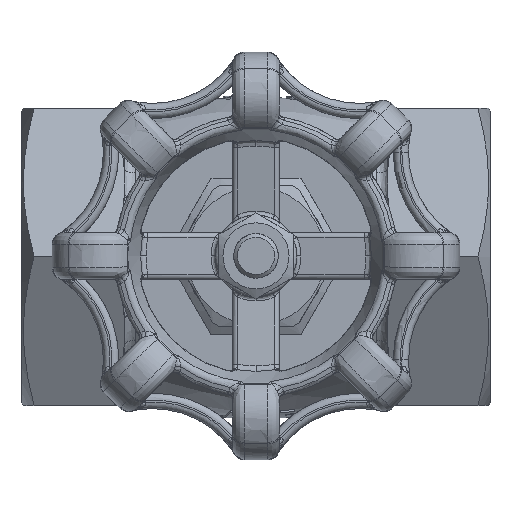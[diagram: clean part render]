
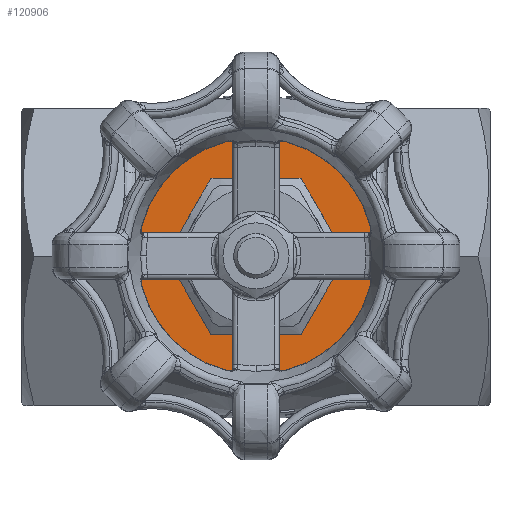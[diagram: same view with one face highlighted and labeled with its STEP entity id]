
A CAD part, top view. The second image highlights one B-rep face of the part: STEP entity #120906.
In plain terms, the highlighted planar face has unit normal (0, 0, 1).
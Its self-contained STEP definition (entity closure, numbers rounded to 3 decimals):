
#120744=CARTESIAN_POINT('',(-6.062,-10.5,32.));
#120745=VERTEX_POINT('',#120744);
#120752=CARTESIAN_POINT('',(6.062,-10.5,32.));
#120753=VERTEX_POINT('',#120752);
#120754=CARTESIAN_POINT('',(6.062,-10.5,32.));
#120755=DIRECTION('',(-1.,0.,0.));
#120756=VECTOR('',#120755,12.124);
#120757=LINE('',#120754,#120756);
#120758=EDGE_CURVE('',#120753,#120745,#120757,.T.);
#120775=CARTESIAN_POINT('',(-12.124,0.,32.));
#120776=VERTEX_POINT('',#120775);
#120783=CARTESIAN_POINT('',(-6.062,-10.5,32.));
#120784=DIRECTION('',(-0.5,0.866,0.));
#120785=VECTOR('',#120784,12.124);
#120786=LINE('',#120783,#120785);
#120787=EDGE_CURVE('',#120745,#120776,#120786,.T.);
#120800=CARTESIAN_POINT('',(-6.062,10.5,32.));
#120801=VERTEX_POINT('',#120800);
#120808=CARTESIAN_POINT('',(-6.062,10.5,32.));
#120809=DIRECTION('',(-0.5,-0.866,0.));
#120810=VECTOR('',#120809,12.124);
#120811=LINE('',#120808,#120810);
#120812=EDGE_CURVE('',#120801,#120776,#120811,.T.);
#120823=CARTESIAN_POINT('',(6.062,10.5,32.));
#120824=VERTEX_POINT('',#120823);
#120831=CARTESIAN_POINT('',(6.062,10.5,32.));
#120832=DIRECTION('',(-1.,0.,0.));
#120833=VECTOR('',#120832,12.124);
#120834=LINE('',#120831,#120833);
#120835=EDGE_CURVE('',#120824,#120801,#120834,.T.);
#120847=CARTESIAN_POINT('',(12.124,-0.,32.));
#120848=VERTEX_POINT('',#120847);
#120855=CARTESIAN_POINT('',(12.124,-0.,32.));
#120856=DIRECTION('',(-0.5,0.866,0.));
#120857=VECTOR('',#120856,12.124);
#120858=LINE('',#120855,#120857);
#120859=EDGE_CURVE('',#120848,#120824,#120858,.T.);
#120872=CARTESIAN_POINT('',(6.062,-10.5,32.));
#120873=DIRECTION('',(0.5,0.866,0.));
#120874=VECTOR('',#120873,12.124);
#120875=LINE('',#120872,#120874);
#120876=EDGE_CURVE('',#120753,#120848,#120875,.T.);
#120882=CARTESIAN_POINT('',(21.805,-71.674,32.));
#120883=DIRECTION('',(0.,0.,-1.));
#120884=DIRECTION('',(-1.,0.,0.));
#120885=AXIS2_PLACEMENT_3D('',#120882,#120883,#120884);
#120886=PLANE('',#120885);
#120887=CARTESIAN_POINT('',(-16.5,0.,32.));
#120888=VERTEX_POINT('',#120887);
#120889=CARTESIAN_POINT('',(-0.,0.,32.));
#120890=DIRECTION('',(0.,0.,-1.));
#120891=DIRECTION('',(-1.,0.,0.));
#120892=AXIS2_PLACEMENT_3D('',#120889,#120890,#120891);
#120893=CIRCLE('',#120892,16.5);
#120894=EDGE_CURVE('',#120888,#120888,#120893,.T.);
#120895=ORIENTED_EDGE('',*,*,#120894,.F.);
#120896=EDGE_LOOP('',(#120895));
#120897=FACE_BOUND('',#120896,.T.);
#120898=ORIENTED_EDGE('',*,*,#120876,.F.);
#120899=ORIENTED_EDGE('',*,*,#120758,.T.);
#120900=ORIENTED_EDGE('',*,*,#120787,.T.);
#120901=ORIENTED_EDGE('',*,*,#120812,.F.);
#120902=ORIENTED_EDGE('',*,*,#120835,.F.);
#120903=ORIENTED_EDGE('',*,*,#120859,.F.);
#120904=EDGE_LOOP('',(#120898,#120899,#120900,#120901,#120902,#120903));
#120905=FACE_BOUND('',#120904,.T.);
#120906=ADVANCED_FACE('',(#120897,#120905),#120886,.F.);
